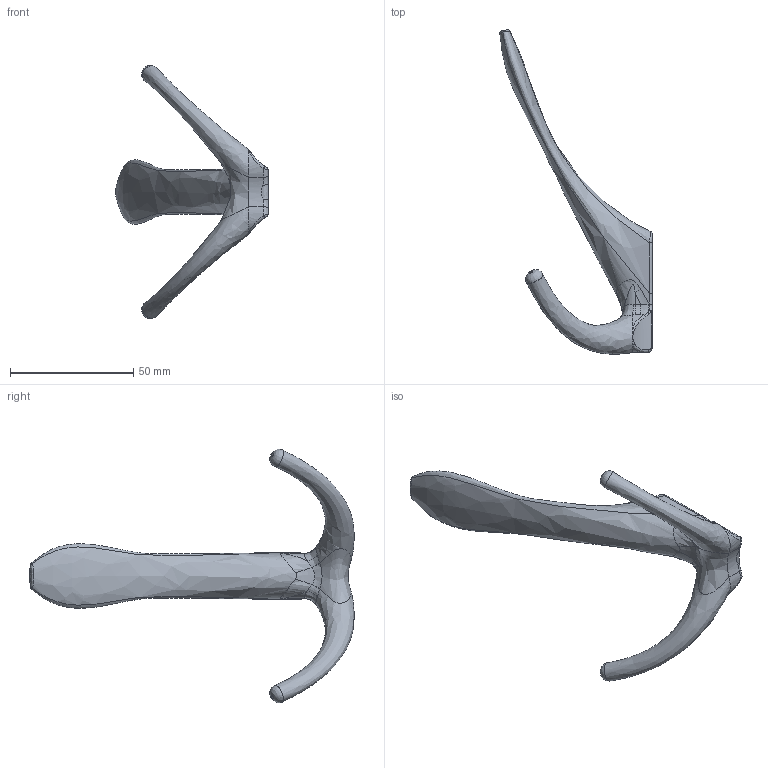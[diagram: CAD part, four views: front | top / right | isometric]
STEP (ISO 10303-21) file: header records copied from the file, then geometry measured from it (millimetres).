
FILE_DESCRIPTION(/* description */ (''),/* implementation_level */ '2;1');
FILE_NAME(/* name */ 'WZ-CORDOBA.stp',/* time_stamp */ '2020-06-09T14:57:50+02:00',/* author */ ('tomaszw'),/* organization */ (''),/* preprocessor_version */ 'ST-DEVELOPER v18',/* originating_system */ 'Autodesk Inventor 2020',/* authorisation */ '');
FILE_SCHEMA (('AUTOMOTIVE_DESIGN { 1 0 10303 214 3 1 1 }'));
Length unit declared in the file: millimetre
Products named in the file (4): WZ-CORDOBA; Solid1; Solid2; ISO 7046-1  - M3,5 x 8 - 4.8 - H
Assembly tree (3 placements, depth 2):
  WZ-CORDOBA
    Solid1
    Solid2
    ISO 7046-1  - M3,5 x 8 - 4.8 - H
Bounding box: 61.89 x 131.75 x 102.88 mm (x, y, z)
Volume: 35720.5 mm3; surface area: 14571.3 mm2
Topology: 3 solids, 3 shells, 147 faces, 375 edges, 233 vertices
Faces by surface type: bspline 85, plane 30, cylinder 13, cone 12, torus 5, sphere 2
Full cylindrical faces by diameter (mm): 3.132 x1, 3.5 x1, 4 x1, 7.3 x1, 7.5 x1
Entity records: 7810 total; most frequent: CARTESIAN_POINT 4690, ORIENTED_EDGE 744, DIRECTION 419, EDGE_CURVE 372, VERTEX_POINT 233, B_SPLINE_CURVE_WITH_KNOTS 183, AXIS2_PLACEMENT_3D 169, EDGE_LOOP 153
